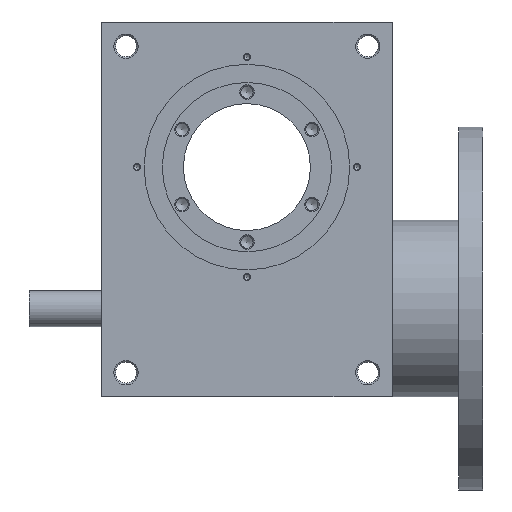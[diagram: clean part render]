
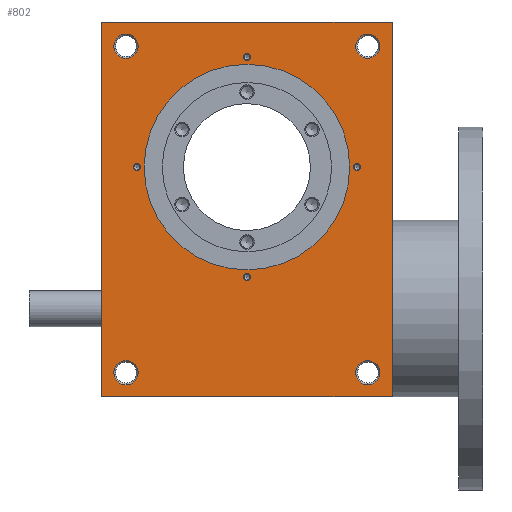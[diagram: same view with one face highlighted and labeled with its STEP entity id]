
A CAD part, front view. The second image highlights one B-rep face of the part: STEP entity #802.
In plain terms, the highlighted planar face has unit normal (0, -1, 0).
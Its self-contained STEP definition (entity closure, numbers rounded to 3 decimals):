
#802 = ADVANCED_FACE( '', ( #1791, #1792, #1793, #1794, #1795, #1796, #1797, #1798, #1799, #1800 ), #1801, .F. );
#1791 = FACE_BOUND( '', #2896, .T. );
#1792 = FACE_BOUND( '', #2897, .T. );
#1793 = FACE_BOUND( '', #2898, .T. );
#1794 = FACE_BOUND( '', #2899, .T. );
#1795 = FACE_BOUND( '', #2900, .T. );
#1796 = FACE_BOUND( '', #2901, .T. );
#1797 = FACE_BOUND( '', #2902, .T. );
#1798 = FACE_BOUND( '', #2903, .T. );
#1799 = FACE_BOUND( '', #2904, .T. );
#1800 = FACE_OUTER_BOUND( '', #2905, .T. );
#1801 = PLANE( '', #2906 );
#2896 = EDGE_LOOP( '', ( #4847 ) );
#2897 = EDGE_LOOP( '', ( #4848 ) );
#2898 = EDGE_LOOP( '', ( #4849 ) );
#2899 = EDGE_LOOP( '', ( #4850 ) );
#2900 = EDGE_LOOP( '', ( #4851 ) );
#2901 = EDGE_LOOP( '', ( #4852 ) );
#2902 = EDGE_LOOP( '', ( #4853 ) );
#2903 = EDGE_LOOP( '', ( #4854 ) );
#2904 = EDGE_LOOP( '', ( #4855 ) );
#2905 = EDGE_LOOP( '', ( #4856, #4857, #4858, #4859 ) );
#2906 = AXIS2_PLACEMENT_3D( '', #4860, #4861, #4862 );
#4847 = ORIENTED_EDGE( '', *, *, #6019, .T. );
#4848 = ORIENTED_EDGE( '', *, *, #5638, .F. );
#4849 = ORIENTED_EDGE( '', *, *, #6036, .F. );
#4850 = ORIENTED_EDGE( '', *, *, #6235, .F. );
#4851 = ORIENTED_EDGE( '', *, *, #6144, .T. );
#4852 = ORIENTED_EDGE( '', *, *, #6172, .T. );
#4853 = ORIENTED_EDGE( '', *, *, #6091, .T. );
#4854 = ORIENTED_EDGE( '', *, *, #5786, .T. );
#4855 = ORIENTED_EDGE( '', *, *, #6109, .T. );
#4856 = ORIENTED_EDGE( '', *, *, #6244, .T. );
#4857 = ORIENTED_EDGE( '', *, *, #5571, .F. );
#4858 = ORIENTED_EDGE( '', *, *, #6259, .F. );
#4859 = ORIENTED_EDGE( '', *, *, #6205, .T. );
#4860 = CARTESIAN_POINT( '', ( -120., -82.5, 155. ) );
#4861 = DIRECTION( '', ( 0., 1., 0. ) );
#4862 = DIRECTION( '', ( 0., 0., 1. ) );
#5571 = EDGE_CURVE( '', #6468, #6463, #6470, .T. );
#5638 = EDGE_CURVE( '', #6582, #6582, #6583, .T. );
#5786 = EDGE_CURVE( '', #6828, #6828, #6829, .T. );
#6019 = EDGE_CURVE( '', #7184, #7184, #7185, .T. );
#6036 = EDGE_CURVE( '', #7210, #7210, #7211, .T. );
#6091 = EDGE_CURVE( '', #7297, #7297, #7298, .T. );
#6109 = EDGE_CURVE( '', #7324, #7324, #7325, .T. );
#6144 = EDGE_CURVE( '', #7374, #7374, #7375, .T. );
#6172 = EDGE_CURVE( '', #7414, #7414, #7415, .T. );
#6205 = EDGE_CURVE( '', #7460, #7458, #7461, .T. );
#6235 = EDGE_CURVE( '', #7500, #7500, #7501, .T. );
#6244 = EDGE_CURVE( '', #7458, #6463, #7512, .T. );
#6259 = EDGE_CURVE( '', #7460, #6468, #7529, .T. );
#6463 = VERTEX_POINT( '', #7752 );
#6468 = VERTEX_POINT( '', #7759 );
#6470 = LINE( '', #7762, #7763 );
#6582 = VERTEX_POINT( '', #7938 );
#6583 = CIRCLE( '', #7939, 3. );
#6828 = VERTEX_POINT( '', #8263 );
#6829 = CIRCLE( '', #8264, 10. );
#7184 = VERTEX_POINT( '', #8736 );
#7185 = CIRCLE( '', #8737, 3. );
#7210 = VERTEX_POINT( '', #8764 );
#7211 = CIRCLE( '', #8765, 3. );
#7297 = VERTEX_POINT( '', #8888 );
#7298 = CIRCLE( '', #8889, 10. );
#7324 = VERTEX_POINT( '', #8922 );
#7325 = CIRCLE( '', #8923, 10. );
#7374 = VERTEX_POINT( '', #8981 );
#7375 = CIRCLE( '', #8982, 85. );
#7414 = VERTEX_POINT( '', #9030 );
#7415 = CIRCLE( '', #9031, 10. );
#7458 = VERTEX_POINT( '', #9086 );
#7460 = VERTEX_POINT( '', #9089 );
#7461 = LINE( '', #9090, #9091 );
#7500 = VERTEX_POINT( '', #9134 );
#7501 = CIRCLE( '', #9135, 3. );
#7512 = LINE( '', #9150, #9151 );
#7529 = LINE( '', #9176, #9177 );
#7752 = CARTESIAN_POINT( '', ( 120., -82.5, -155. ) );
#7759 = CARTESIAN_POINT( '', ( 120., -82.5, 155. ) );
#7762 = CARTESIAN_POINT( '', ( 120., -82.5, 155. ) );
#7763 = VECTOR( '', #9423, 1000. );
#7938 = CARTESIAN_POINT( '', ( 0., -82.5, -59. ) );
#7939 = AXIS2_PLACEMENT_3D( '', #9501, #9502, #9503 );
#8263 = CARTESIAN_POINT( '', ( 100., -82.5, -125. ) );
#8264 = AXIS2_PLACEMENT_3D( '', #9676, #9677, #9678 );
#8736 = CARTESIAN_POINT( '', ( 0., -82.5, 129. ) );
#8737 = AXIS2_PLACEMENT_3D( '', #9972, #9973, #9974 );
#8764 = CARTESIAN_POINT( '', ( -91., -82.5, 32. ) );
#8765 = AXIS2_PLACEMENT_3D( '', #9998, #9999, #10000 );
#8888 = CARTESIAN_POINT( '', ( -100., -82.5, 145. ) );
#8889 = AXIS2_PLACEMENT_3D( '', #10083, #10084, #10085 );
#8922 = CARTESIAN_POINT( '', ( 100., -82.5, 145. ) );
#8923 = AXIS2_PLACEMENT_3D( '', #10105, #10106, #10107 );
#8981 = CARTESIAN_POINT( '', ( 0., -82.5, 120. ) );
#8982 = AXIS2_PLACEMENT_3D( '', #10150, #10151, #10152 );
#9030 = CARTESIAN_POINT( '', ( -100., -82.5, -125. ) );
#9031 = AXIS2_PLACEMENT_3D( '', #10183, #10184, #10185 );
#9086 = CARTESIAN_POINT( '', ( -120., -82.5, -155. ) );
#9089 = CARTESIAN_POINT( '', ( -120., -82.5, 155. ) );
#9090 = CARTESIAN_POINT( '', ( -120., -82.5, 155. ) );
#9091 = VECTOR( '', #10220, 1000. );
#9134 = CARTESIAN_POINT( '', ( 91., -82.5, 32. ) );
#9135 = AXIS2_PLACEMENT_3D( '', #10258, #10259, #10260 );
#9150 = CARTESIAN_POINT( '', ( -120., -82.5, -155. ) );
#9151 = VECTOR( '', #10271, 1000. );
#9176 = CARTESIAN_POINT( '', ( -120., -82.5, 155. ) );
#9177 = VECTOR( '', #10280, 1000. );
#9423 = DIRECTION( '', ( 0., 0., -1. ) );
#9501 = CARTESIAN_POINT( '', ( 0., -82.5, -56. ) );
#9502 = DIRECTION( '', ( 0., -1., 0. ) );
#9503 = DIRECTION( '', ( 0., 0., -1. ) );
#9676 = CARTESIAN_POINT( '', ( 100., -82.5, -135. ) );
#9677 = DIRECTION( '', ( 0., 1., 0. ) );
#9678 = DIRECTION( '', ( 0., 0., 1. ) );
#9972 = CARTESIAN_POINT( '', ( 0., -82.5, 126. ) );
#9973 = DIRECTION( '', ( 0., 1., 0. ) );
#9974 = DIRECTION( '', ( 0., 0., 1. ) );
#9998 = CARTESIAN_POINT( '', ( -91., -82.5, 35. ) );
#9999 = DIRECTION( '', ( 0., -1., 0. ) );
#10000 = DIRECTION( '', ( 0., 0., -1. ) );
#10083 = CARTESIAN_POINT( '', ( -100., -82.5, 135. ) );
#10084 = DIRECTION( '', ( 0., 1., 0. ) );
#10085 = DIRECTION( '', ( 0., 0., 1. ) );
#10105 = CARTESIAN_POINT( '', ( 100., -82.5, 135. ) );
#10106 = DIRECTION( '', ( 0., 1., 0. ) );
#10107 = DIRECTION( '', ( 0., 0., 1. ) );
#10150 = CARTESIAN_POINT( '', ( 0., -82.5, 35. ) );
#10151 = DIRECTION( '', ( 0., 1., 0. ) );
#10152 = DIRECTION( '', ( 0., 0., 1. ) );
#10183 = CARTESIAN_POINT( '', ( -100., -82.5, -135. ) );
#10184 = DIRECTION( '', ( 0., 1., 0. ) );
#10185 = DIRECTION( '', ( 0., 0., 1. ) );
#10220 = DIRECTION( '', ( 0., 0., -1. ) );
#10258 = CARTESIAN_POINT( '', ( 91., -82.5, 35. ) );
#10259 = DIRECTION( '', ( 0., -1., 0. ) );
#10260 = DIRECTION( '', ( 0., 0., -1. ) );
#10271 = DIRECTION( '', ( 1., 0., 0. ) );
#10280 = DIRECTION( '', ( 1., 0., 0. ) );
